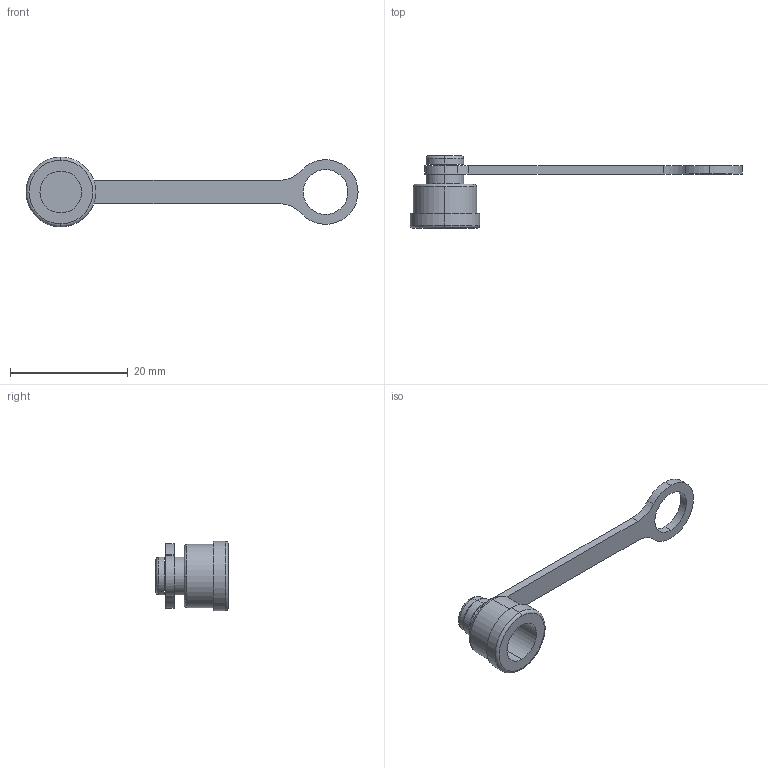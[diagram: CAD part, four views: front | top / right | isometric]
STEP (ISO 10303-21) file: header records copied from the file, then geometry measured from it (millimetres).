
FILE_DESCRIPTION (( 'STEP AP203' ), '1' );
FILE_NAME ('P60(公）.STEP', '2020-04-27T03:09:20', ( 'edpusr' ), ( 'Microsoft' ), 'SwSTEP 2.0', 'SolidWorks 2015', '' );
FILE_SCHEMA (( 'CONFIG_CONTROL_DESIGN' ));
Length unit declared in the file: millimetre
Products named in the file (1): P60(鼠ㄘ
Bounding box: 56.42 x 12.3 x 11.85 mm (x, y, z)
Volume: 934.8 mm3; surface area: 1305.3 mm2
Topology: 1 solids, 1 shells, 40 faces, 94 edges, 62 vertices
Faces by surface type: cylinder 24, plane 10, torus 6
Entity records: 1583 total; most frequent: CARTESIAN_POINT 531, DIRECTION 228, ORIENTED_EDGE 188, AXIS2_PLACEMENT_3D 99, EDGE_CURVE 94, VERTEX_POINT 62, CIRCLE 58, EDGE_LOOP 48
